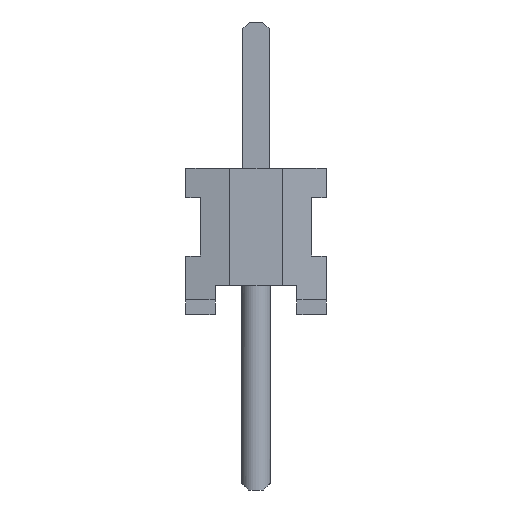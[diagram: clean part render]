
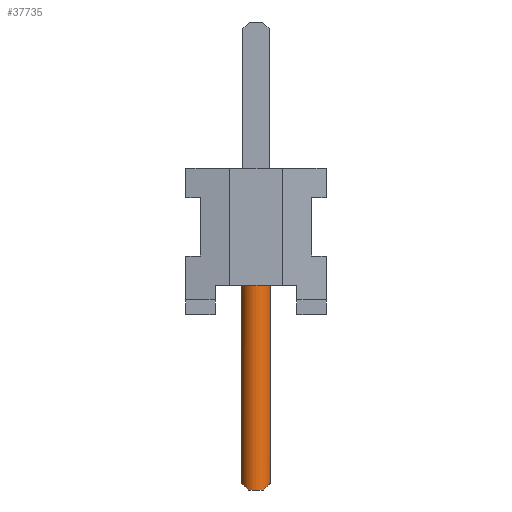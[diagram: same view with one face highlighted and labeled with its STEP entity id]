
A CAD part, left-side view. The second image highlights one B-rep face of the part: STEP entity #37735.
In plain terms, the highlighted cylindrical face has radius 0.254 mm (diameter 0.508 mm), a full revolution.
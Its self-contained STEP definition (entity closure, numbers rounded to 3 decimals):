
#35853 = EDGE_CURVE('',#35854,#35856,#35858,.T.);
#35854 = VERTEX_POINT('',#35855);
#35855 = CARTESIAN_POINT('',(-18.034,0.,1.27));
#35856 = VERTEX_POINT('',#35857);
#35857 = CARTESIAN_POINT('',(-17.56,0.127,1.27));
#35858 = CIRCLE('',#35859,0.254);
#35859 = AXIS2_PLACEMENT_3D('',#35860,#35861,#35862);
#35860 = CARTESIAN_POINT('',(-17.78,0.,1.27));
#35861 = DIRECTION('',(0.,0.,1.));
#35862 = DIRECTION('',(1.,0.,0.));
#35864 = EDGE_CURVE('',#35856,#35854,#35865,.T.);
#35865 = CIRCLE('',#35866,0.254);
#35866 = AXIS2_PLACEMENT_3D('',#35867,#35868,#35869);
#35867 = CARTESIAN_POINT('',(-17.78,0.,1.27));
#35868 = DIRECTION('',(0.,0.,1.));
#35869 = DIRECTION('',(1.,0.,0.));
#37735 = ADVANCED_FACE('',(#37736),#37782,.T.);
#37736 = FACE_BOUND('',#37737,.T.);
#37737 = EDGE_LOOP('',(#37738,#37739,#37746,#37755,#37764,#37773,#37780,
    #37781));
#37738 = ORIENTED_EDGE('',*,*,#35864,.F.);
#37739 = ORIENTED_EDGE('',*,*,#37740,.T.);
#37740 = EDGE_CURVE('',#35856,#37741,#37743,.T.);
#37741 = VERTEX_POINT('',#37742);
#37742 = CARTESIAN_POINT('',(-17.56,0.127,-3.048));
#37743 = B_SPLINE_CURVE_WITH_KNOTS('',1,(#37744,#37745),.UNSPECIFIED.,
  .F.,.F.,(2,2),(0.,4.318),.PIECEWISE_BEZIER_KNOTS.);
#37744 = CARTESIAN_POINT('',(-17.56,0.127,1.27));
#37745 = CARTESIAN_POINT('',(-17.56,0.127,-3.048));
#37746 = ORIENTED_EDGE('',*,*,#37747,.T.);
#37747 = EDGE_CURVE('',#37741,#37748,#37750,.T.);
#37748 = VERTEX_POINT('',#37749);
#37749 = CARTESIAN_POINT('',(-18.,0.127,-3.048));
#37750 = ELLIPSE('',#37751,0.359,0.254);
#37751 = AXIS2_PLACEMENT_3D('',#37752,#37753,#37754);
#37752 = CARTESIAN_POINT('',(-17.78,0.,-3.175));
#37753 = DIRECTION('',(0.,-0.707,0.707));
#37754 = DIRECTION('',(0.,-0.707,-0.707));
#37755 = ORIENTED_EDGE('',*,*,#37756,.T.);
#37756 = EDGE_CURVE('',#37748,#37757,#37759,.T.);
#37757 = VERTEX_POINT('',#37758);
#37758 = CARTESIAN_POINT('',(-18.,-0.127,-3.048));
#37759 = CIRCLE('',#37760,0.254);
#37760 = AXIS2_PLACEMENT_3D('',#37761,#37762,#37763);
#37761 = CARTESIAN_POINT('',(-17.78,0.,-3.048));
#37762 = DIRECTION('',(0.,0.,1.));
#37763 = DIRECTION('',(0.,-1.,0.));
#37764 = ORIENTED_EDGE('',*,*,#37765,.T.);
#37765 = EDGE_CURVE('',#37757,#37766,#37768,.T.);
#37766 = VERTEX_POINT('',#37767);
#37767 = CARTESIAN_POINT('',(-17.56,-0.127,-3.048));
#37768 = ELLIPSE('',#37769,0.359,0.254);
#37769 = AXIS2_PLACEMENT_3D('',#37770,#37771,#37772);
#37770 = CARTESIAN_POINT('',(-17.78,0.,-3.175));
#37771 = DIRECTION('',(0.,0.707,0.707));
#37772 = DIRECTION('',(0.,0.707,-0.707));
#37773 = ORIENTED_EDGE('',*,*,#37774,.T.);
#37774 = EDGE_CURVE('',#37766,#37741,#37775,.T.);
#37775 = CIRCLE('',#37776,0.254);
#37776 = AXIS2_PLACEMENT_3D('',#37777,#37778,#37779);
#37777 = CARTESIAN_POINT('',(-17.78,0.,-3.048));
#37778 = DIRECTION('',(0.,0.,1.));
#37779 = DIRECTION('',(0.,-1.,0.));
#37780 = ORIENTED_EDGE('',*,*,#37740,.F.);
#37781 = ORIENTED_EDGE('',*,*,#35853,.F.);
#37782 = CYLINDRICAL_SURFACE('',#37783,0.254);
#37783 = AXIS2_PLACEMENT_3D('',#37784,#37785,#37786);
#37784 = CARTESIAN_POINT('',(-17.78,0.,1.27));
#37785 = DIRECTION('',(0.,0.,-1.));
#37786 = DIRECTION('',(0.,1.,0.));
